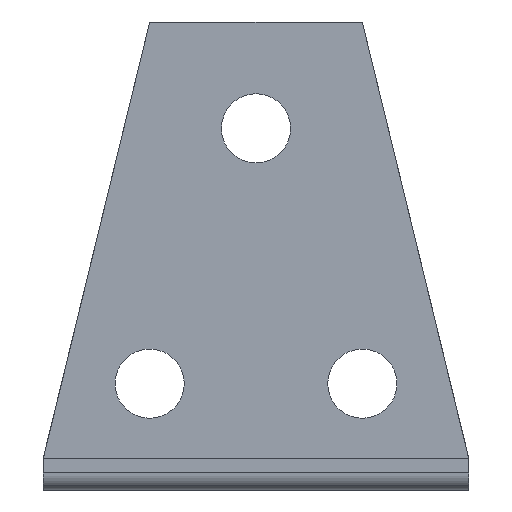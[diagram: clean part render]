
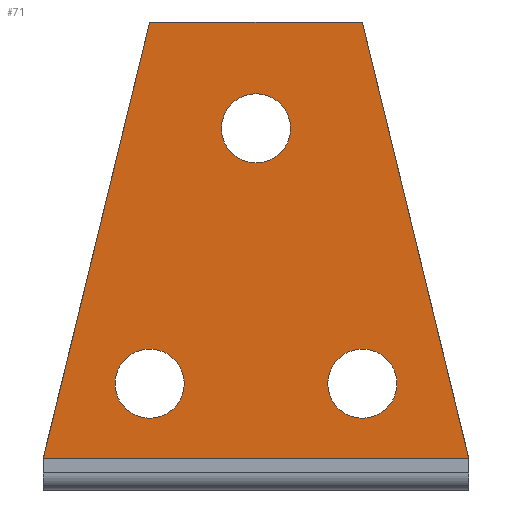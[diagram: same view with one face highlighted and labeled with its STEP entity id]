
A CAD part, left-side view. The second image highlights one B-rep face of the part: STEP entity #71.
In plain terms, the highlighted planar face has unit normal (-1, 0, 0).
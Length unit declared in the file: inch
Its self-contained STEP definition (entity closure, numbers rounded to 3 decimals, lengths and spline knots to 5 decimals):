
#71=ADVANCED_FACE('',(#175,#176,#177,#178),#179,.F.);
#175=FACE_OUTER_BOUND('',#326,.T.);
#176=FACE_BOUND('',#327,.T.);
#177=FACE_BOUND('',#328,.T.);
#178=FACE_BOUND('',#329,.T.);
#179=PLANE('',#330);
#326=EDGE_LOOP('',(#608,#609,#610,#611,#612,#613));
#327=EDGE_LOOP('',(#614,#615,#616,#617));
#328=EDGE_LOOP('',(#618,#619,#620,#621));
#329=EDGE_LOOP('',(#622,#623,#624,#625));
#330=AXIS2_PLACEMENT_3D('',#626,#627,#628);
#608=ORIENTED_EDGE('',*,*,#954,.F.);
#609=ORIENTED_EDGE('',*,*,#955,.F.);
#610=ORIENTED_EDGE('',*,*,#946,.F.);
#611=ORIENTED_EDGE('',*,*,#956,.F.);
#612=ORIENTED_EDGE('',*,*,#957,.F.);
#613=ORIENTED_EDGE('',*,*,#958,.F.);
#614=ORIENTED_EDGE('',*,*,#959,.T.);
#615=ORIENTED_EDGE('',*,*,#960,.T.);
#616=ORIENTED_EDGE('',*,*,#961,.T.);
#617=ORIENTED_EDGE('',*,*,#962,.T.);
#618=ORIENTED_EDGE('',*,*,#963,.T.);
#619=ORIENTED_EDGE('',*,*,#964,.T.);
#620=ORIENTED_EDGE('',*,*,#965,.T.);
#621=ORIENTED_EDGE('',*,*,#966,.T.);
#622=ORIENTED_EDGE('',*,*,#967,.T.);
#623=ORIENTED_EDGE('',*,*,#968,.T.);
#624=ORIENTED_EDGE('',*,*,#969,.T.);
#625=ORIENTED_EDGE('',*,*,#970,.T.);
#626=CARTESIAN_POINT('',(-0.00001,1.25,1.19368));
#627=DIRECTION('',(1.0,0.0,0.0));
#628=DIRECTION('',(0.0,0.0,-1.0));
#946=EDGE_CURVE('',#1114,#1116,#1117,.T.);
#954=EDGE_CURVE('',#1129,#1130,#1131,.T.);
#955=EDGE_CURVE('',#1116,#1129,#1132,.T.);
#956=EDGE_CURVE('',#1133,#1114,#1134,.T.);
#957=EDGE_CURVE('',#1135,#1133,#1136,.T.);
#958=EDGE_CURVE('',#1130,#1135,#1137,.T.);
#959=EDGE_CURVE('',#1138,#1139,#1140,.T.);
#960=EDGE_CURVE('',#1139,#1141,#1142,.T.);
#961=EDGE_CURVE('',#1141,#1143,#1144,.T.);
#962=EDGE_CURVE('',#1143,#1138,#1145,.T.);
#963=EDGE_CURVE('',#1146,#1147,#1148,.T.);
#964=EDGE_CURVE('',#1147,#1149,#1150,.T.);
#965=EDGE_CURVE('',#1149,#1151,#1152,.T.);
#966=EDGE_CURVE('',#1151,#1146,#1153,.T.);
#967=EDGE_CURVE('',#1154,#1155,#1156,.T.);
#968=EDGE_CURVE('',#1155,#1157,#1158,.T.);
#969=EDGE_CURVE('',#1157,#1159,#1160,.T.);
#970=EDGE_CURVE('',#1159,#1154,#1161,.T.);
#1114=VERTEX_POINT('',#1360);
#1116=VERTEX_POINT('',#1363);
#1117=LINE('',#1364,#1365);
#1129=VERTEX_POINT('',#1386);
#1130=VERTEX_POINT('',#1387);
#1131=LINE('',#1388,#1389);
#1132=LINE('',#1390,#1391);
#1133=VERTEX_POINT('',#1392);
#1134=LINE('',#1393,#1394);
#1135=VERTEX_POINT('',#1395);
#1136=LINE('',#1396,#1397);
#1137=LINE('',#1398,#1399);
#1138=VERTEX_POINT('',#1400);
#1139=VERTEX_POINT('',#1401);
#1140=B_SPLINE_CURVE_WITH_KNOTS('',3,(#1402,#1403,#1404,#1405),.UNSPECIFIED.,.F.,.F.,(4,4),(0.0,1.0),.UNSPECIFIED.);
#1141=VERTEX_POINT('',#1406);
#1142=B_SPLINE_CURVE_WITH_KNOTS('',3,(#1407,#1408,#1409,#1410),.UNSPECIFIED.,.F.,.F.,(4,4),(0.0,1.0),.UNSPECIFIED.);
#1143=VERTEX_POINT('',#1411);
#1144=B_SPLINE_CURVE_WITH_KNOTS('',3,(#1412,#1413,#1414,#1415),.UNSPECIFIED.,.F.,.F.,(4,4),(0.0,1.0),.UNSPECIFIED.);
#1145=B_SPLINE_CURVE_WITH_KNOTS('',3,(#1416,#1417,#1418,#1419),.UNSPECIFIED.,.F.,.F.,(4,4),(0.0,1.0),.UNSPECIFIED.);
#1146=VERTEX_POINT('',#1420);
#1147=VERTEX_POINT('',#1421);
#1148=B_SPLINE_CURVE_WITH_KNOTS('',3,(#1422,#1423,#1424,#1425),.UNSPECIFIED.,.F.,.F.,(4,4),(0.0,1.0),.UNSPECIFIED.);
#1149=VERTEX_POINT('',#1426);
#1150=B_SPLINE_CURVE_WITH_KNOTS('',3,(#1427,#1428,#1429,#1430),.UNSPECIFIED.,.F.,.F.,(4,4),(0.0,1.0),.UNSPECIFIED.);
#1151=VERTEX_POINT('',#1431);
#1152=B_SPLINE_CURVE_WITH_KNOTS('',3,(#1432,#1433,#1434,#1435),.UNSPECIFIED.,.F.,.F.,(4,4),(0.0,1.0),.UNSPECIFIED.);
#1153=B_SPLINE_CURVE_WITH_KNOTS('',3,(#1436,#1437,#1438,#1439),.UNSPECIFIED.,.F.,.F.,(4,4),(0.0,1.0),.UNSPECIFIED.);
#1154=VERTEX_POINT('',#1440);
#1155=VERTEX_POINT('',#1441);
#1156=B_SPLINE_CURVE_WITH_KNOTS('',3,(#1442,#1443,#1444,#1445),.UNSPECIFIED.,.F.,.F.,(4,4),(0.0,1.0),.UNSPECIFIED.);
#1157=VERTEX_POINT('',#1446);
#1158=B_SPLINE_CURVE_WITH_KNOTS('',3,(#1447,#1448,#1449,#1450),.UNSPECIFIED.,.F.,.F.,(4,4),(0.0,1.0),.UNSPECIFIED.);
#1159=VERTEX_POINT('',#1451);
#1160=B_SPLINE_CURVE_WITH_KNOTS('',3,(#1452,#1453,#1454,#1455),.UNSPECIFIED.,.F.,.F.,(4,4),(0.0,1.0),.UNSPECIFIED.);
#1161=B_SPLINE_CURVE_WITH_KNOTS('',3,(#1456,#1457,#1458,#1459),.UNSPECIFIED.,.F.,.F.,(4,4),(0.0,1.0),.UNSPECIFIED.);
#1360=CARTESIAN_POINT('',(-0.00001,0.625,2.75003));
#1363=CARTESIAN_POINT('',(-0.00001,0.0,0.18752));
#1364=CARTESIAN_POINT('',(-0.00001,0.625,2.75003));
#1365=VECTOR('',#1788,1.0);
#1386=CARTESIAN_POINT('',(-0.00001,0.0,0.1875));
#1387=CARTESIAN_POINT('',(-0.00001,2.5,0.1875));
#1388=CARTESIAN_POINT('',(-0.00001,1.25,0.1875));
#1389=VECTOR('',#1792,1.0);
#1390=CARTESIAN_POINT('',(-0.00001,0.0,0.18752));
#1391=VECTOR('',#1793,1.0);
#1392=CARTESIAN_POINT('',(-0.00001,1.875,2.75003));
#1393=CARTESIAN_POINT('',(-0.00001,1.875,2.75003));
#1394=VECTOR('',#1794,1.0);
#1395=CARTESIAN_POINT('',(-0.00001,2.5,0.18752));
#1396=CARTESIAN_POINT('',(-0.00001,2.5,0.18752));
#1397=VECTOR('',#1795,1.0);
#1398=CARTESIAN_POINT('',(-0.00001,2.5,0.00002));
#1399=VECTOR('',#1796,1.0);
#1400=CARTESIAN_POINT('',(-0.00001,2.07813,0.62503));
#1401=CARTESIAN_POINT('',(-0.00001,1.875,0.82815));
#1402=CARTESIAN_POINT('',(-0.00001,2.07813,0.62503));
#1403=CARTESIAN_POINT('',(-0.00001,2.07813,0.73721));
#1404=CARTESIAN_POINT('',(-0.00001,1.98718,0.82815));
#1405=CARTESIAN_POINT('',(-0.00001,1.875,0.82815));
#1406=CARTESIAN_POINT('',(-0.00001,1.67188,0.62503));
#1407=CARTESIAN_POINT('',(-0.00001,1.875,0.82815));
#1408=CARTESIAN_POINT('',(-0.00001,1.76282,0.82815));
#1409=CARTESIAN_POINT('',(-0.00001,1.67188,0.73721));
#1410=CARTESIAN_POINT('',(-0.00001,1.67188,0.62503));
#1411=CARTESIAN_POINT('',(-0.00001,1.875,0.42189));
#1412=CARTESIAN_POINT('',(-0.00001,1.67188,0.62503));
#1413=CARTESIAN_POINT('',(-0.00001,1.67188,0.51284));
#1414=CARTESIAN_POINT('',(-0.00001,1.76282,0.42189));
#1415=CARTESIAN_POINT('',(-0.00001,1.875,0.42189));
#1416=CARTESIAN_POINT('',(-0.00001,1.875,0.42189));
#1417=CARTESIAN_POINT('',(-0.00001,1.98718,0.42189));
#1418=CARTESIAN_POINT('',(-0.00001,2.07813,0.51284));
#1419=CARTESIAN_POINT('',(-0.00001,2.07813,0.62503));
#1420=CARTESIAN_POINT('',(-0.00001,0.82813,0.62503));
#1421=CARTESIAN_POINT('',(-0.00001,0.625,0.82815));
#1422=CARTESIAN_POINT('',(-0.00001,0.82813,0.62503));
#1423=CARTESIAN_POINT('',(-0.00001,0.82813,0.73721));
#1424=CARTESIAN_POINT('',(-0.00001,0.73717,0.82815));
#1425=CARTESIAN_POINT('',(-0.00001,0.625,0.82815));
#1426=CARTESIAN_POINT('',(-0.00001,0.42188,0.62503));
#1427=CARTESIAN_POINT('',(-0.00001,0.625,0.82815));
#1428=CARTESIAN_POINT('',(-0.00001,0.5128,0.82815));
#1429=CARTESIAN_POINT('',(-0.00001,0.42188,0.73721));
#1430=CARTESIAN_POINT('',(-0.00001,0.42188,0.62503));
#1431=CARTESIAN_POINT('',(-0.00001,0.625,0.42189));
#1432=CARTESIAN_POINT('',(-0.00001,0.42188,0.62503));
#1433=CARTESIAN_POINT('',(-0.00001,0.42188,0.51284));
#1434=CARTESIAN_POINT('',(-0.00001,0.5128,0.42189));
#1435=CARTESIAN_POINT('',(-0.00001,0.625,0.42189));
#1436=CARTESIAN_POINT('',(-0.00001,0.625,0.42189));
#1437=CARTESIAN_POINT('',(-0.00001,0.73717,0.42189));
#1438=CARTESIAN_POINT('',(-0.00001,0.82813,0.51284));
#1439=CARTESIAN_POINT('',(-0.00001,0.82813,0.62503));
#1440=CARTESIAN_POINT('',(-0.00001,1.45313,2.12503));
#1441=CARTESIAN_POINT('',(-0.00001,1.25,2.32815));
#1442=CARTESIAN_POINT('',(-0.00001,1.45313,2.12503));
#1443=CARTESIAN_POINT('',(-0.00001,1.45313,2.23721));
#1444=CARTESIAN_POINT('',(-0.00001,1.36217,2.32815));
#1445=CARTESIAN_POINT('',(-0.00001,1.25,2.32815));
#1446=CARTESIAN_POINT('',(-0.00001,1.04688,2.12503));
#1447=CARTESIAN_POINT('',(-0.00001,1.25,2.32815));
#1448=CARTESIAN_POINT('',(-0.00001,1.1378,2.32815));
#1449=CARTESIAN_POINT('',(-0.00001,1.04688,2.23721));
#1450=CARTESIAN_POINT('',(-0.00001,1.04688,2.12503));
#1451=CARTESIAN_POINT('',(-0.00001,1.25,1.9219));
#1452=CARTESIAN_POINT('',(-0.00001,1.04688,2.12503));
#1453=CARTESIAN_POINT('',(-0.00001,1.04688,2.01284));
#1454=CARTESIAN_POINT('',(-0.00001,1.1378,1.9219));
#1455=CARTESIAN_POINT('',(-0.00001,1.25,1.9219));
#1456=CARTESIAN_POINT('',(-0.00001,1.25,1.9219));
#1457=CARTESIAN_POINT('',(-0.00001,1.36217,1.9219));
#1458=CARTESIAN_POINT('',(-0.00001,1.45313,2.01284));
#1459=CARTESIAN_POINT('',(-0.00001,1.45313,2.12503));
#1788=DIRECTION('',(0.0,-0.237,-0.972));
#1792=DIRECTION('',(0.0,1.0,0.0));
#1793=DIRECTION('',(0.0,0.0,-1.0));
#1794=DIRECTION('',(0.0,-1.0,0.0));
#1795=DIRECTION('',(0.0,-0.237,0.972));
#1796=DIRECTION('',(0.0,0.0,1.0));
